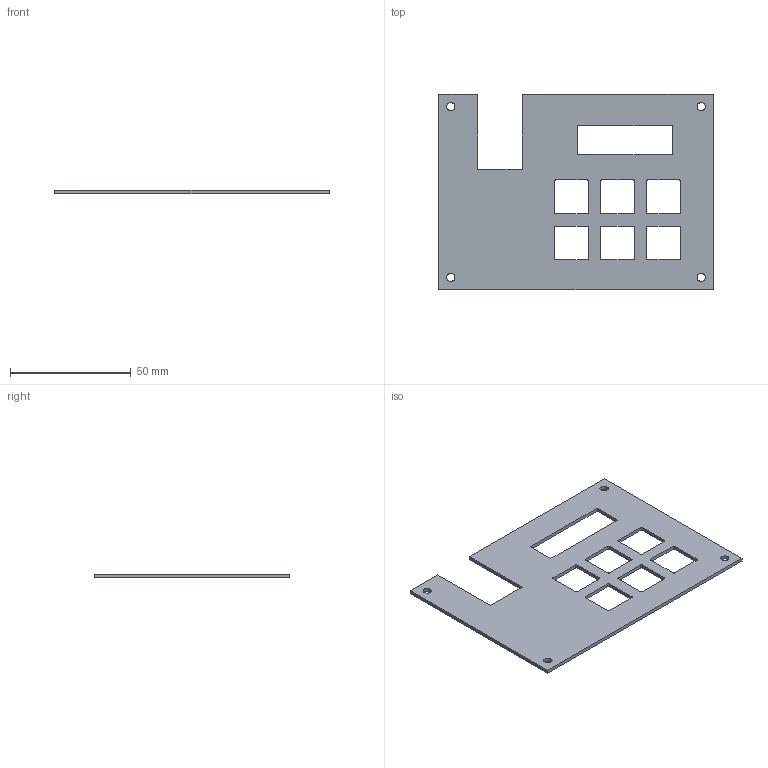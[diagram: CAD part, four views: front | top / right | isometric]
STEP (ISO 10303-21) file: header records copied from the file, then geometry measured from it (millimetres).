
FILE_DESCRIPTION(/* description */ (''),/* implementation_level */ '2;1');
FILE_NAME(/* name */ 'aaed0d5a-7d81-408d-85f1-487e25d67469.stp',/* time_stamp */ '2025-12-23T14:41:21Z',/* author */ (''),/* organization */ (''),/* preprocessor_version */ 'ST-DEVELOPER v20.1',/* originating_system */ 'Autodesk Translation Framework v14.24.0.0',/* authorisation */ '');
FILE_SCHEMA (('AUTOMOTIVE_DESIGN { 1 0 10303 214 3 1 1 }'));
Length unit declared in the file: millimetre
Products named in the file (2): 2025-12-21-21-59-46-798; 2025-12-21-22-03-59-494
Assembly tree (1 placements, depth 2):
  2025-12-21-21-59-46-798
    2025-12-21-22-03-59-494
Bounding box: 113.5 x 80.65 x 1.5 mm (x, y, z)
Volume: 10352.4 mm3; surface area: 15192 mm2
Topology: 1 solids, 1 shells, 66 faces, 192 edges, 128 vertices
Faces by surface type: plane 38, cylinder 28
Full cylindrical faces by diameter (mm): 3.4 x4
Entity records: 2289 total; most frequent: CARTESIAN_POINT 389, DIRECTION 386, ORIENTED_EDGE 384, EDGE_CURVE 192, LINE 136, VECTOR 136, VERTEX_POINT 128, AXIS2_PLACEMENT_3D 125
